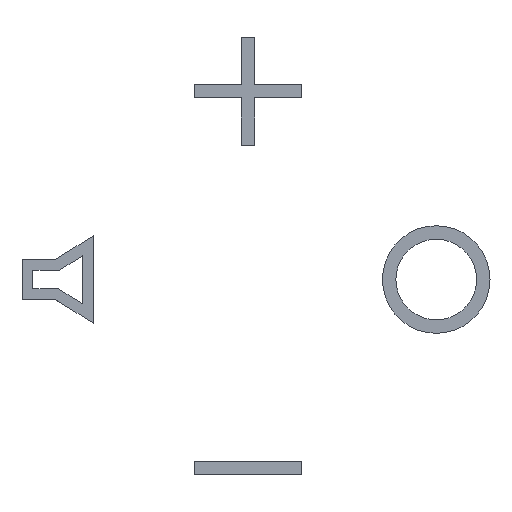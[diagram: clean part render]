
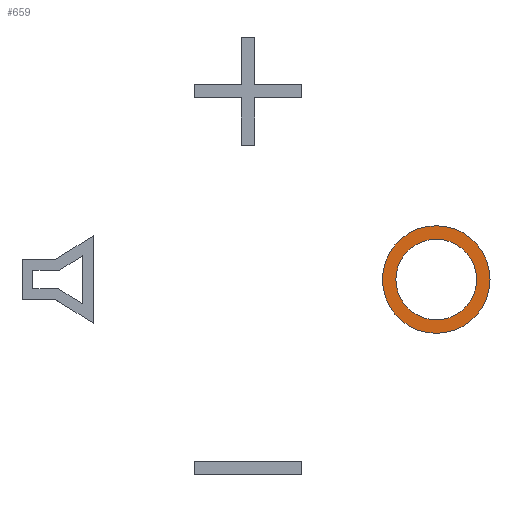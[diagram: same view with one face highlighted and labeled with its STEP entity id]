
A CAD part, top view. The second image highlights one B-rep face of the part: STEP entity #659.
In plain terms, the highlighted planar face has unit normal (0, 0, 1).
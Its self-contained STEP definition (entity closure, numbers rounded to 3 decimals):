
#29=FACE_BOUND('',#110,.T.);
#33=PLANE('',#720);
#71=FACE_OUTER_BOUND('',#109,.T.);
#109=EDGE_LOOP('',(#483));
#110=EDGE_LOOP('',(#484));
#321=CIRCLE('',#715,3.);
#323=CIRCLE('',#718,4.);
#325=VERTEX_POINT('',#942);
#327=VERTEX_POINT('',#948);
#385=EDGE_CURVE('',#325,#325,#321,.T.);
#388=EDGE_CURVE('',#327,#327,#323,.T.);
#483=ORIENTED_EDGE('',*,*,#388,.T.);
#484=ORIENTED_EDGE('',*,*,#385,.T.);
#659=ADVANCED_FACE('',(#71,#29),#33,.T.);
#715=AXIS2_PLACEMENT_3D('',#943,#766,#767);
#718=AXIS2_PLACEMENT_3D('',#949,#773,#774);
#720=AXIS2_PLACEMENT_3D('',#953,#778,#779);
#766=DIRECTION('center_axis',(0.,0.,-1.));
#767=DIRECTION('ref_axis',(-1.,0.,0.));
#773=DIRECTION('center_axis',(0.,0.,1.));
#774=DIRECTION('ref_axis',(-1.,0.,0.));
#778=DIRECTION('center_axis',(0.,0.,1.));
#779=DIRECTION('ref_axis',(-1.,0.,0.));
#942=CARTESIAN_POINT('',(17.,0.,157.895));
#943=CARTESIAN_POINT('Origin',(14.,0.,157.895));
#948=CARTESIAN_POINT('',(18.,0.,157.895));
#949=CARTESIAN_POINT('Origin',(14.,0.,157.895));
#953=CARTESIAN_POINT('Origin',(14.,0.,157.895));
